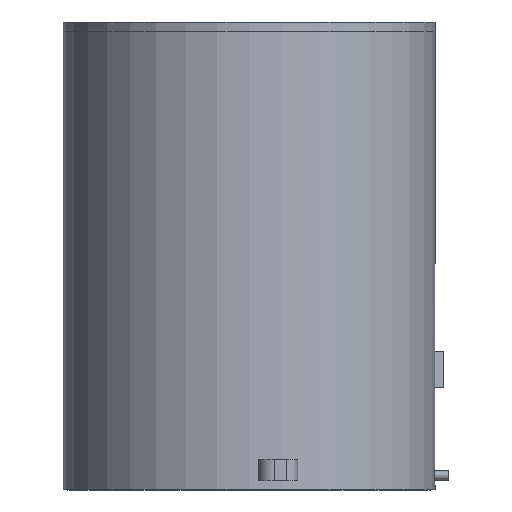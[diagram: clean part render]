
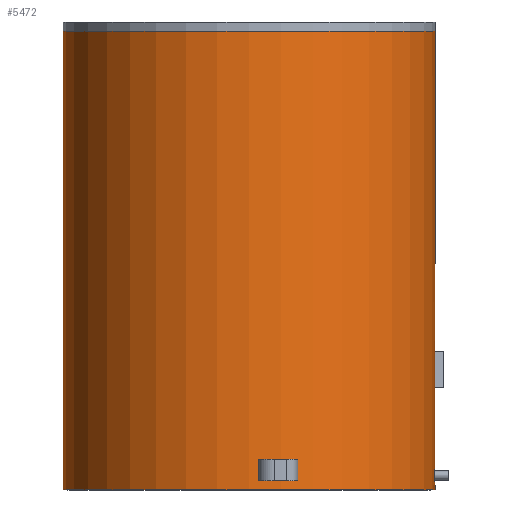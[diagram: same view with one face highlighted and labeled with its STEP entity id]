
A CAD part, left-side view. The second image highlights one B-rep face of the part: STEP entity #5472.
In plain terms, the highlighted cylindrical face has radius 102.5 mm (diameter 205 mm), a full revolution.
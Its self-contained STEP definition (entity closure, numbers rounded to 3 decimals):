
#333=CYLINDRICAL_SURFACE('',#6239,102.5);
#525=FACE_BOUND('',#1526,.T.);
#760=CIRCLE('',#6231,102.5);
#762=CIRCLE('',#6235,102.5);
#765=CIRCLE('',#6240,102.5);
#766=CIRCLE('',#6241,102.5);
#1042=FACE_OUTER_BOUND('',#1525,.T.);
#1525=EDGE_LOOP('',(#4844,#4845,#4846,#4847));
#1526=EDGE_LOOP('',(#4848,#4849,#4850,#4851));
#1947=LINE('',#9246,#2395);
#1951=LINE('',#9258,#2399);
#1954=LINE('',#9273,#2402);
#2395=VECTOR('',#7709,10.);
#2399=VECTOR('',#7721,10.);
#2402=VECTOR('',#7740,102.5);
#2859=VERTEX_POINT('',#9243);
#2860=VERTEX_POINT('',#9245);
#2862=VERTEX_POINT('',#9251);
#2864=VERTEX_POINT('',#9257);
#2867=VERTEX_POINT('',#9270);
#2868=VERTEX_POINT('',#9272);
#3525=EDGE_CURVE('',#2860,#2859,#1947,.T.);
#3528=EDGE_CURVE('',#2862,#2860,#760,.T.);
#3531=EDGE_CURVE('',#2864,#2862,#1951,.T.);
#3534=EDGE_CURVE('',#2859,#2864,#762,.T.);
#3538=EDGE_CURVE('',#2867,#2867,#765,.T.);
#3539=EDGE_CURVE('',#2867,#2868,#1954,.T.);
#3540=EDGE_CURVE('',#2868,#2868,#766,.T.);
#4844=ORIENTED_EDGE('',*,*,#3538,.F.);
#4845=ORIENTED_EDGE('',*,*,#3539,.T.);
#4846=ORIENTED_EDGE('',*,*,#3540,.T.);
#4847=ORIENTED_EDGE('',*,*,#3539,.F.);
#4848=ORIENTED_EDGE('',*,*,#3531,.T.);
#4849=ORIENTED_EDGE('',*,*,#3528,.T.);
#4850=ORIENTED_EDGE('',*,*,#3525,.T.);
#4851=ORIENTED_EDGE('',*,*,#3534,.T.);
#5472=ADVANCED_FACE('',(#1042,#525),#333,.T.);
#6231=AXIS2_PLACEMENT_3D('',#9252,#7715,#7716);
#6235=AXIS2_PLACEMENT_3D('',#9262,#7727,#7728);
#6239=AXIS2_PLACEMENT_3D('',#9269,#7736,#7737);
#6240=AXIS2_PLACEMENT_3D('',#9271,#7738,#7739);
#6241=AXIS2_PLACEMENT_3D('',#9274,#7741,#7742);
#7709=DIRECTION('',(0.,0.,1.));
#7715=DIRECTION('center_axis',(0.,0.,-1.));
#7716=DIRECTION('ref_axis',(1.,0.,0.));
#7721=DIRECTION('',(0.,0.,-1.));
#7727=DIRECTION('center_axis',(0.,0.,1.));
#7728=DIRECTION('ref_axis',(1.,0.,0.));
#7736=DIRECTION('center_axis',(0.,0.,1.));
#7737=DIRECTION('ref_axis',(1.,0.,0.));
#7738=DIRECTION('center_axis',(0.,0.,1.));
#7739=DIRECTION('ref_axis',(1.,0.,0.));
#7740=DIRECTION('',(0.,0.,-1.));
#7741=DIRECTION('center_axis',(0.,0.,1.));
#7742=DIRECTION('ref_axis',(1.,0.,0.));
#9243=CARTESIAN_POINT('',(-10.,-102.011,11.5));
#9245=CARTESIAN_POINT('',(-10.,-102.011,4.5));
#9246=CARTESIAN_POINT('',(-10.,-102.011,0.));
#9251=CARTESIAN_POINT('',(61.651,-81.886,4.5));
#9252=CARTESIAN_POINT('Origin',(0.,0.,4.5));
#9257=CARTESIAN_POINT('',(61.651,-81.886,11.5));
#9258=CARTESIAN_POINT('',(61.651,-81.886,0.));
#9262=CARTESIAN_POINT('Origin',(0.,0.,11.5));
#9269=CARTESIAN_POINT('Origin',(0.,0.,0.));
#9270=CARTESIAN_POINT('',(-102.5,0.,253.));
#9271=CARTESIAN_POINT('Origin',(0.,0.,253.));
#9272=CARTESIAN_POINT('',(-102.5,0.,0.));
#9273=CARTESIAN_POINT('',(-102.5,0.,0.));
#9274=CARTESIAN_POINT('Origin',(0.,0.,0.));
